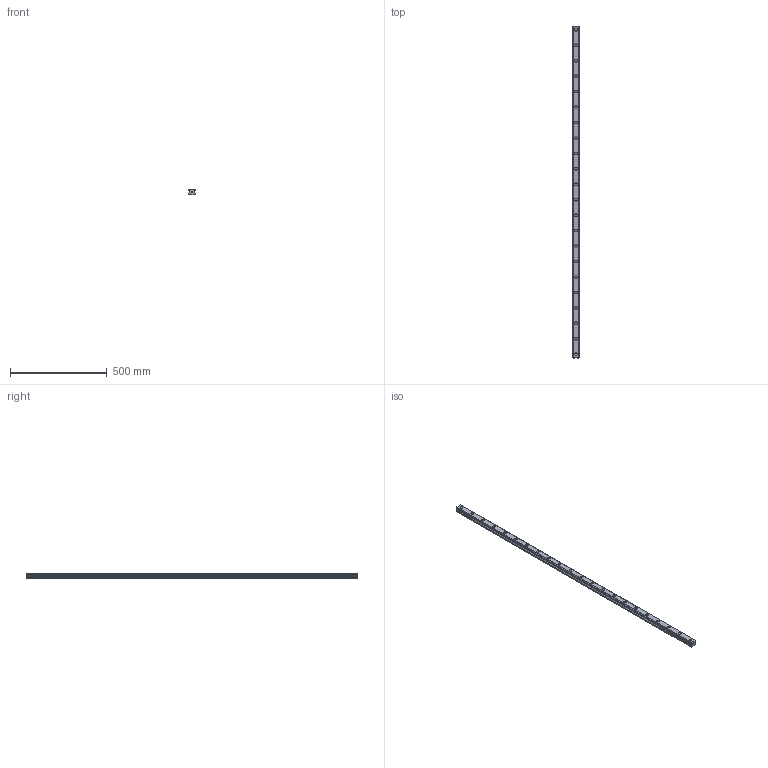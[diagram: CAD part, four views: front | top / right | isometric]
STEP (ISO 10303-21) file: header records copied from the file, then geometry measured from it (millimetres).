
FILE_DESCRIPTION(('STEP AP214'),'1');
FILE_NAME('cctmp_EC3DA803-403D-42FC-BECB-FDF7F14CD95A_2020_6_30_11_27_8_685..stp','2020-06-30T09:27:08',('HIWIN GmbH'),('CADClick - www.CADClick.com'),'Spatial InterOp 3D',' ','unknown authorization');
FILE_SCHEMA(('AUTOMOTIVE_DESIGN'));
Length unit declared in the file: millimetre
Products named in the file (1): HGR35R1720H_FILE
Bounding box: 34 x 1720 x 29 mm (x, y, z)
Volume: 1404188.6 mm3; surface area: 250385.1 mm2
Topology: 1 solids, 1 shells, 313 faces, 723 edges, 482 vertices
Faces by surface type: plane 159, cylinder 154
Entity records: 11513 total; most frequent: DIRECTION 1659, CARTESIAN_POINT 1519, ORIENTED_EDGE 1446, EDGE_CURVE 723, AXIS2_PLACEMENT_3D 622, VERTEX_POINT 482, LINE 415, VECTOR 415
